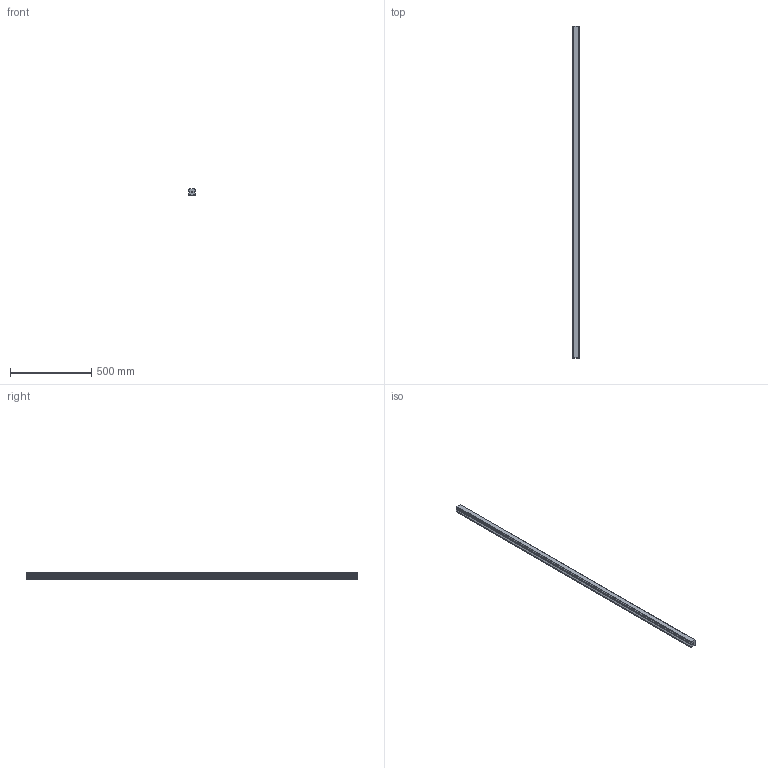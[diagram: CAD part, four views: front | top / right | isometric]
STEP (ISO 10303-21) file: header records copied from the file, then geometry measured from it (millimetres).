
FILE_DESCRIPTION(('STEP AP214'),'1');
FILE_NAME('cctmp_245D1A77-4B9D-4304-AC2D-C6FBE2C9F8F3_2021_02_01_10_36_48_0186..stp','2021-02-01T09:36:48',('HIWIN GmbH'),('CADClick - www.CADClick.com'),'Spatial InterOp 3D',' ','unknown authorization');
FILE_SCHEMA(('AUTOMOTIVE_DESIGN'));
Length unit declared in the file: millimetre
Products named in the file (1): HGR45T2045C_FILE
Bounding box: 45 x 2045 x 38 mm (x, y, z)
Volume: 2862748.3 mm3; surface area: 371725.9 mm2
Topology: 1 solids, 1 shells, 177 faces, 473 edges, 282 vertices
Faces by surface type: plane 93, cylinder 44, cone 40
Entity records: 6595 total; most frequent: CARTESIAN_POINT 893, DIRECTION 877, ORIENTED_EDGE 866, EDGE_CURVE 433, LINE 345, VECTOR 345, VERTEX_POINT 282, AXIS2_PLACEMENT_3D 266
